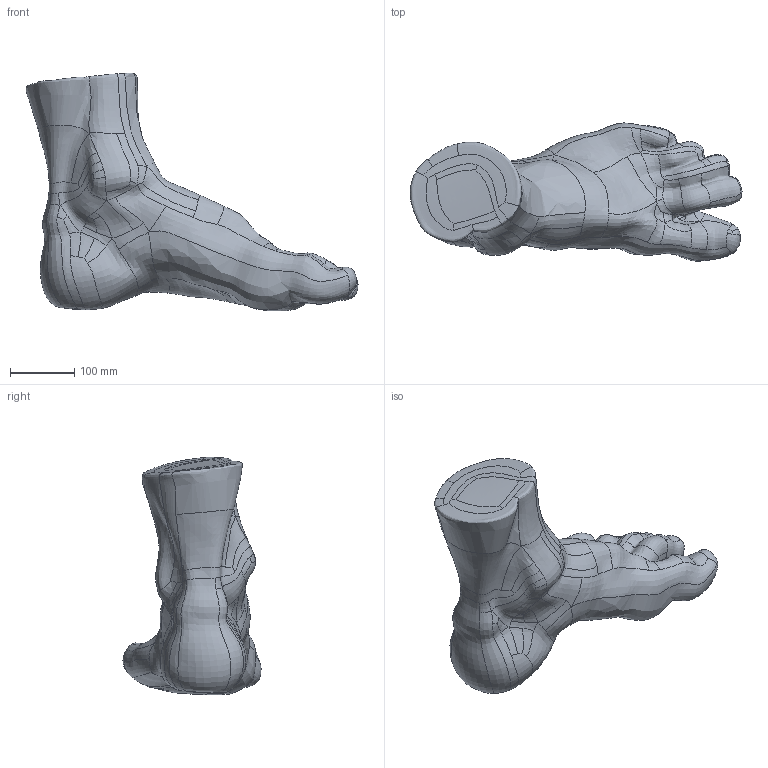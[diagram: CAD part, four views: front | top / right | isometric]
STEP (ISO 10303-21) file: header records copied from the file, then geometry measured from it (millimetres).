
FILE_DESCRIPTION(('FreeCAD Model'),'2;1');
FILE_NAME('Open CASCADE Shape Model','2025-04-29T18:35:50',('FreeCAD'),( 'FreeCAD'),'Open CASCADE STEP processor 7.6','FreeCAD','Unknown');
FILE_SCHEMA(('AUTOMOTIVE_DESIGN { 1 0 10303 214 1 1 1 1 }'));
Products named in the file (1): Open CASCADE STEP translator 7.6 1
Bounding box: 518.6 x 215.64 x 371.17 mm (x, y, z)
Volume: 10654489.6 mm3; surface area: 363830.5 mm2
Topology: 1 solids, 1 shells, 145 faces, 374 edges, 231 vertices
Faces by surface type: bspline 145
Entity records: 104353 total; most frequent: CARTESIAN_POINT 102029, ORIENTED_EDGE 748, EDGE_CURVE 374, B_SPLINE_CURVE_WITH_KNOTS 374, VERTEX_POINT 231, ADVANCED_FACE 145, FACE_BOUND 145, EDGE_LOOP 145
